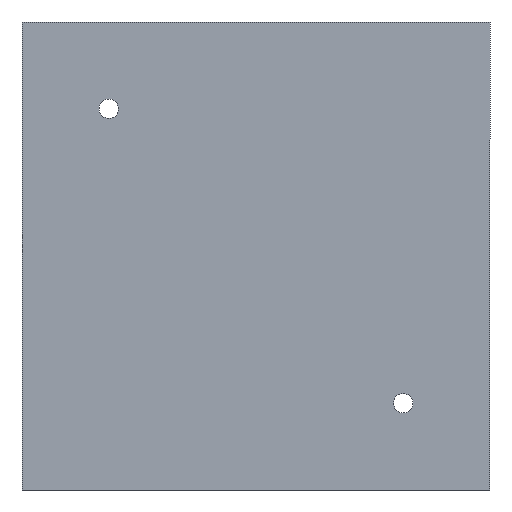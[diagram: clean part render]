
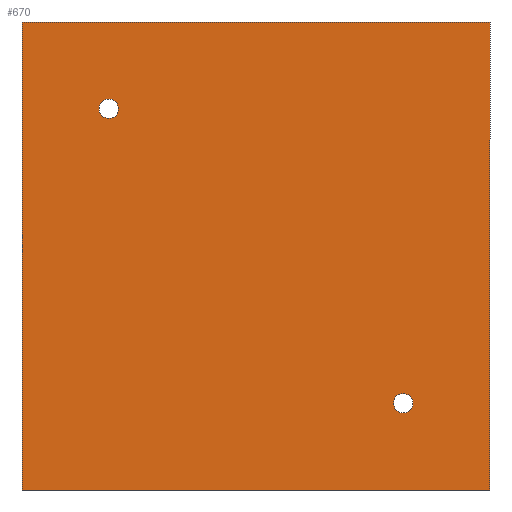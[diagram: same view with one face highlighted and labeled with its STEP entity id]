
A CAD part, front view. The second image highlights one B-rep face of the part: STEP entity #670.
In plain terms, the highlighted planar face has unit normal (0, -1, 0).
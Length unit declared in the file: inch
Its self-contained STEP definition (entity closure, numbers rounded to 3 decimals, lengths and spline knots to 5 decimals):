
#20=FACE_BOUND('',#280,.T.);
#21=FACE_BOUND('',#281,.T.);
#46=PLANE('',#747);
#110=LINE('',#1234,#180);
#113=LINE('',#1240,#183);
#115=LINE('',#1243,#185);
#116=LINE('',#1245,#186);
#180=VECTOR('',#915,0.3937);
#183=VECTOR('',#920,0.3937);
#185=VECTOR('',#924,0.3937);
#186=VECTOR('',#927,0.3937);
#235=FACE_OUTER_BOUND('',#279,.T.);
#279=EDGE_LOOP('',(#622,#623,#624,#625));
#280=EDGE_LOOP('',(#626));
#281=EDGE_LOOP('',(#627));
#299=CIRCLE('',#723,0.07);
#301=CIRCLE('',#726,0.07);
#335=VERTEX_POINT('',#1161);
#337=VERTEX_POINT('',#1167);
#354=VERTEX_POINT('',#1231);
#355=VERTEX_POINT('',#1233);
#356=VERTEX_POINT('',#1237);
#357=VERTEX_POINT('',#1239);
#408=EDGE_CURVE('',#335,#335,#299,.T.);
#411=EDGE_CURVE('',#337,#337,#301,.T.);
#441=EDGE_CURVE('',#354,#355,#110,.T.);
#444=EDGE_CURVE('',#356,#357,#113,.T.);
#446=EDGE_CURVE('',#357,#354,#115,.T.);
#447=EDGE_CURVE('',#355,#356,#116,.T.);
#622=ORIENTED_EDGE('',*,*,#447,.F.);
#623=ORIENTED_EDGE('',*,*,#441,.F.);
#624=ORIENTED_EDGE('',*,*,#446,.F.);
#625=ORIENTED_EDGE('',*,*,#444,.F.);
#626=ORIENTED_EDGE('',*,*,#408,.T.);
#627=ORIENTED_EDGE('',*,*,#411,.T.);
#670=ADVANCED_FACE('',(#235,#20,#21),#46,.F.);
#723=AXIS2_PLACEMENT_3D('',#1163,#843,#844);
#726=AXIS2_PLACEMENT_3D('',#1169,#850,#851);
#747=AXIS2_PLACEMENT_3D('',#1246,#928,#929);
#843=DIRECTION('center_axis',(0.,1.,0.));
#844=DIRECTION('ref_axis',(1.,0.,0.));
#850=DIRECTION('center_axis',(0.,1.,0.));
#851=DIRECTION('ref_axis',(1.,0.,0.));
#915=DIRECTION('',(0.,0.,-1.));
#920=DIRECTION('',(0.,0.,1.));
#924=DIRECTION('',(1.,0.,0.));
#927=DIRECTION('',(-1.,0.,0.));
#928=DIRECTION('center_axis',(0.,1.,0.));
#929=DIRECTION('ref_axis',(0.,0.,1.));
#1161=CARTESIAN_POINT('',(-0.695,0.,-2.745));
#1163=CARTESIAN_POINT('Origin',(-0.625,0.,-2.745));
#1167=CARTESIAN_POINT('',(-2.815,0.,-0.625));
#1169=CARTESIAN_POINT('Origin',(-2.745,0.,-0.625));
#1231=CARTESIAN_POINT('',(0.,0.,0.));
#1233=CARTESIAN_POINT('',(0.,0.,-3.37));
#1234=CARTESIAN_POINT('',(0.,0.,0.));
#1237=CARTESIAN_POINT('',(-3.37,0.,-3.37));
#1239=CARTESIAN_POINT('',(-3.37,0.,0.));
#1240=CARTESIAN_POINT('',(-3.37,0.,-3.37));
#1243=CARTESIAN_POINT('',(-3.37,0.,0.));
#1245=CARTESIAN_POINT('',(0.,0.,-3.37));
#1246=CARTESIAN_POINT('Origin',(-1.685,0.,-1.685));
